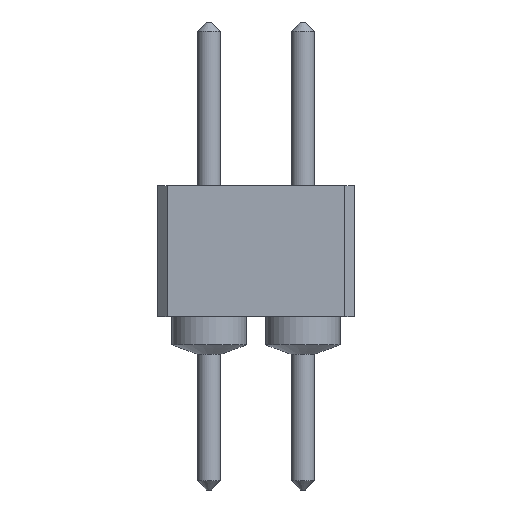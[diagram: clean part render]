
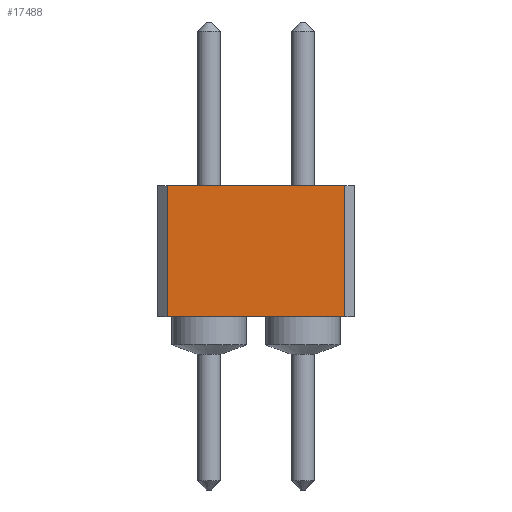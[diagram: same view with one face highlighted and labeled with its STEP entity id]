
A CAD part, front view. The second image highlights one B-rep face of the part: STEP entity #17488.
In plain terms, the highlighted planar face has unit normal (0, -1, 0).
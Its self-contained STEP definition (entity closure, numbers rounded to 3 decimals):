
#17347 = PLANE('',#17348);
#17348 = AXIS2_PLACEMENT_3D('',#17349,#17350,#17351);
#17349 = CARTESIAN_POINT('',(1.,0.,2.8));
#17350 = DIRECTION('',(0.,0.,1.));
#17351 = DIRECTION('',(1.,0.,0.));
#17375 = PLANE('',#17376);
#17376 = AXIS2_PLACEMENT_3D('',#17377,#17378,#17379);
#17377 = CARTESIAN_POINT('',(-1.1,-0.8,0.));
#17378 = DIRECTION('',(0.707,0.707,0.));
#17379 = DIRECTION('',(0.707,-0.707,0.));
#17401 = PLANE('',#17402);
#17402 = AXIS2_PLACEMENT_3D('',#17403,#17404,#17405);
#17403 = CARTESIAN_POINT('',(1.,0.,0.));
#17404 = DIRECTION('',(0.,0.,1.));
#17405 = DIRECTION('',(1.,0.,0.));
#17418 = VERTEX_POINT('',#17419);
#17419 = CARTESIAN_POINT('',(-0.9,-1.,2.8));
#17440 = EDGE_CURVE('',#17441,#17418,#17443,.T.);
#17441 = VERTEX_POINT('',#17442);
#17442 = CARTESIAN_POINT('',(-0.9,-1.,0.));
#17443 = SURFACE_CURVE('',#17444,(#17448,#17455),.PCURVE_S1.);
#17444 = LINE('',#17445,#17446);
#17445 = CARTESIAN_POINT('',(-0.9,-1.,0.));
#17446 = VECTOR('',#17447,1.);
#17447 = DIRECTION('',(0.,0.,1.));
#17448 = PCURVE('',#17375,#17449);
#17449 = DEFINITIONAL_REPRESENTATION('',(#17450),#17454);
#17450 = LINE('',#17451,#17452);
#17451 = CARTESIAN_POINT('',(0.283,0.));
#17452 = VECTOR('',#17453,1.);
#17453 = DIRECTION('',(0.,-1.));
#17454 = ( GEOMETRIC_REPRESENTATION_CONTEXT(2) 
PARAMETRIC_REPRESENTATION_CONTEXT() REPRESENTATION_CONTEXT('2D SPACE',''
  ) );
#17455 = PCURVE('',#17456,#17461);
#17456 = PLANE('',#17457);
#17457 = AXIS2_PLACEMENT_3D('',#17458,#17459,#17460);
#17458 = CARTESIAN_POINT('',(-0.9,-1.,0.));
#17459 = DIRECTION('',(0.,1.,0.));
#17460 = DIRECTION('',(1.,0.,0.));
#17461 = DEFINITIONAL_REPRESENTATION('',(#17462),#17466);
#17462 = LINE('',#17463,#17464);
#17463 = CARTESIAN_POINT('',(0.,0.));
#17464 = VECTOR('',#17465,1.);
#17465 = DIRECTION('',(0.,-1.));
#17466 = ( GEOMETRIC_REPRESENTATION_CONTEXT(2) 
PARAMETRIC_REPRESENTATION_CONTEXT() REPRESENTATION_CONTEXT('2D SPACE',''
  ) );
#17488 = ADVANCED_FACE('',(#17489),#17456,.F.);
#17489 = FACE_BOUND('',#17490,.F.);
#17490 = EDGE_LOOP('',(#17491,#17492,#17515,#17543));
#17491 = ORIENTED_EDGE('',*,*,#17440,.T.);
#17492 = ORIENTED_EDGE('',*,*,#17493,.T.);
#17493 = EDGE_CURVE('',#17418,#17494,#17496,.T.);
#17494 = VERTEX_POINT('',#17495);
#17495 = CARTESIAN_POINT('',(2.9,-1.,2.8));
#17496 = SURFACE_CURVE('',#17497,(#17501,#17508),.PCURVE_S1.);
#17497 = LINE('',#17498,#17499);
#17498 = CARTESIAN_POINT('',(-0.9,-1.,2.8));
#17499 = VECTOR('',#17500,1.);
#17500 = DIRECTION('',(1.,0.,0.));
#17501 = PCURVE('',#17456,#17502);
#17502 = DEFINITIONAL_REPRESENTATION('',(#17503),#17507);
#17503 = LINE('',#17504,#17505);
#17504 = CARTESIAN_POINT('',(0.,-2.8));
#17505 = VECTOR('',#17506,1.);
#17506 = DIRECTION('',(1.,0.));
#17507 = ( GEOMETRIC_REPRESENTATION_CONTEXT(2) 
PARAMETRIC_REPRESENTATION_CONTEXT() REPRESENTATION_CONTEXT('2D SPACE',''
  ) );
#17508 = PCURVE('',#17347,#17509);
#17509 = DEFINITIONAL_REPRESENTATION('',(#17510),#17514);
#17510 = LINE('',#17511,#17512);
#17511 = CARTESIAN_POINT('',(-1.9,-1.));
#17512 = VECTOR('',#17513,1.);
#17513 = DIRECTION('',(1.,0.));
#17514 = ( GEOMETRIC_REPRESENTATION_CONTEXT(2) 
PARAMETRIC_REPRESENTATION_CONTEXT() REPRESENTATION_CONTEXT('2D SPACE',''
  ) );
#17515 = ORIENTED_EDGE('',*,*,#17516,.F.);
#17516 = EDGE_CURVE('',#17517,#17494,#17519,.T.);
#17517 = VERTEX_POINT('',#17518);
#17518 = CARTESIAN_POINT('',(2.9,-1.,0.));
#17519 = SURFACE_CURVE('',#17520,(#17524,#17531),.PCURVE_S1.);
#17520 = LINE('',#17521,#17522);
#17521 = CARTESIAN_POINT('',(2.9,-1.,0.));
#17522 = VECTOR('',#17523,1.);
#17523 = DIRECTION('',(0.,0.,1.));
#17524 = PCURVE('',#17456,#17525);
#17525 = DEFINITIONAL_REPRESENTATION('',(#17526),#17530);
#17526 = LINE('',#17527,#17528);
#17527 = CARTESIAN_POINT('',(3.8,0.));
#17528 = VECTOR('',#17529,1.);
#17529 = DIRECTION('',(0.,-1.));
#17530 = ( GEOMETRIC_REPRESENTATION_CONTEXT(2) 
PARAMETRIC_REPRESENTATION_CONTEXT() REPRESENTATION_CONTEXT('2D SPACE',''
  ) );
#17531 = PCURVE('',#17532,#17537);
#17532 = PLANE('',#17533);
#17533 = AXIS2_PLACEMENT_3D('',#17534,#17535,#17536);
#17534 = CARTESIAN_POINT('',(2.9,-1.,0.));
#17535 = DIRECTION('',(-0.707,0.707,0.));
#17536 = DIRECTION('',(0.707,0.707,0.));
#17537 = DEFINITIONAL_REPRESENTATION('',(#17538),#17542);
#17538 = LINE('',#17539,#17540);
#17539 = CARTESIAN_POINT('',(0.,0.));
#17540 = VECTOR('',#17541,1.);
#17541 = DIRECTION('',(0.,-1.));
#17542 = ( GEOMETRIC_REPRESENTATION_CONTEXT(2) 
PARAMETRIC_REPRESENTATION_CONTEXT() REPRESENTATION_CONTEXT('2D SPACE',''
  ) );
#17543 = ORIENTED_EDGE('',*,*,#17544,.F.);
#17544 = EDGE_CURVE('',#17441,#17517,#17545,.T.);
#17545 = SURFACE_CURVE('',#17546,(#17550,#17557),.PCURVE_S1.);
#17546 = LINE('',#17547,#17548);
#17547 = CARTESIAN_POINT('',(-0.9,-1.,0.));
#17548 = VECTOR('',#17549,1.);
#17549 = DIRECTION('',(1.,0.,0.));
#17550 = PCURVE('',#17456,#17551);
#17551 = DEFINITIONAL_REPRESENTATION('',(#17552),#17556);
#17552 = LINE('',#17553,#17554);
#17553 = CARTESIAN_POINT('',(0.,0.));
#17554 = VECTOR('',#17555,1.);
#17555 = DIRECTION('',(1.,0.));
#17556 = ( GEOMETRIC_REPRESENTATION_CONTEXT(2) 
PARAMETRIC_REPRESENTATION_CONTEXT() REPRESENTATION_CONTEXT('2D SPACE',''
  ) );
#17557 = PCURVE('',#17401,#17558);
#17558 = DEFINITIONAL_REPRESENTATION('',(#17559),#17563);
#17559 = LINE('',#17560,#17561);
#17560 = CARTESIAN_POINT('',(-1.9,-1.));
#17561 = VECTOR('',#17562,1.);
#17562 = DIRECTION('',(1.,0.));
#17563 = ( GEOMETRIC_REPRESENTATION_CONTEXT(2) 
PARAMETRIC_REPRESENTATION_CONTEXT() REPRESENTATION_CONTEXT('2D SPACE',''
  ) );
